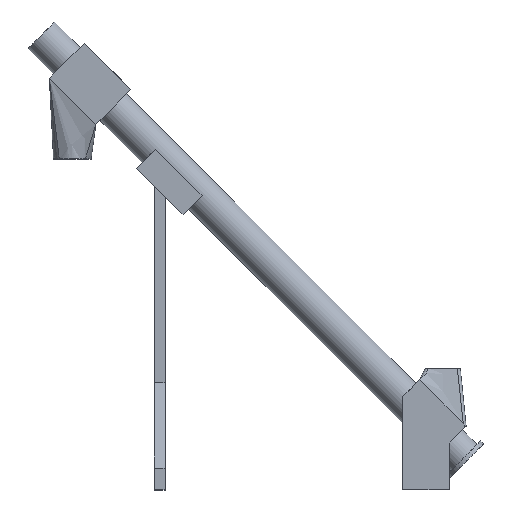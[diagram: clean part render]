
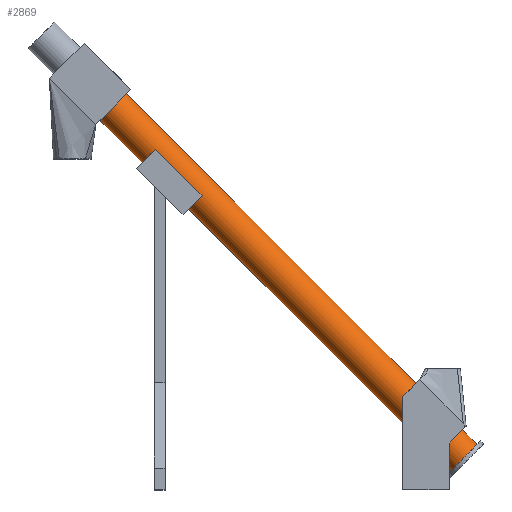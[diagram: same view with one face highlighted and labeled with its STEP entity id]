
A CAD part, top view. The second image highlights one B-rep face of the part: STEP entity #2869.
In plain terms, the highlighted cylindrical face has radius 63 mm (diameter 126 mm), a partial arc.
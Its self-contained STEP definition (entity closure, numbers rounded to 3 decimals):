
#22 = VECTOR ( 'NONE', #2664, 1000. ) ;
#63 = CARTESIAN_POINT ( 'NONE',  ( -71.846, 249.609, -27.566 ) ) ;
#72 = CARTESIAN_POINT ( 'NONE',  ( -1325.547, 1414.214, 35.434 ) ) ;
#148 = EDGE_CURVE ( 'NONE', #1523, #2526, #6111, .T. ) ;
#157 = VERTEX_POINT ( 'NONE', #1482 ) ;
#204 = AXIS2_PLACEMENT_3D ( 'NONE', #2571, #300, #5221 ) ;
#207 = VECTOR ( 'NONE', #3398, 1000. ) ;
#210 = LINE ( 'NONE', #677, #2419 ) ;
#231 = ORIENTED_EDGE ( 'NONE', *, *, #3500, .T. ) ;
#300 = DIRECTION ( 'NONE',  ( 0.707, -0.707, 0. ) ) ;
#426 = ORIENTED_EDGE ( 'NONE', *, *, #2820, .F. ) ;
#469 = LINE ( 'NONE', #1684, #22 ) ;
#566 = DIRECTION ( 'NONE',  ( 0.707, -0.707, 0. ) ) ;
#573 = VECTOR ( 'NONE', #1906, 1000. ) ;
#581 = AXIS2_PLACEMENT_3D ( 'NONE', #3241, #2661, #4877 ) ;
#677 = CARTESIAN_POINT ( 'NONE',  ( -1370.094, 1369.666, -27.566 ) ) ;
#693 = ORIENTED_EDGE ( 'NONE', *, *, #7149, .T. ) ;
#724 = DIRECTION ( 'NONE',  ( -0.707, -0.707, 0. ) ) ;
#827 = CARTESIAN_POINT ( 'NONE',  ( -1280.999, 1458.761, -27.566 ) ) ;
#830 = VECTOR ( 'NONE', #2897, 1000. ) ;
#852 = CARTESIAN_POINT ( 'NONE',  ( 83.717, 94.045, -27.566 ) ) ;
#980 = DIRECTION ( 'NONE',  ( -0.707, 0.707, 0. ) ) ;
#1098 = DIRECTION ( 'NONE',  ( -0.707, -0.707, 0. ) ) ;
#1125 = EDGE_CURVE ( 'NONE', #157, #1177, #7122, .T. ) ;
#1177 = VERTEX_POINT ( 'NONE', #4343 ) ;
#1356 = VERTEX_POINT ( 'NONE', #2458 ) ;
#1464 = ORIENTED_EDGE ( 'NONE', *, *, #2130, .F. ) ;
#1482 = CARTESIAN_POINT ( 'NONE',  ( -788.146, 876.812, 35.434 ) ) ;
#1523 = VERTEX_POINT ( 'NONE', #7083 ) ;
#1556 = DIRECTION ( 'NONE',  ( 0.707, 0.707, 0. ) ) ;
#1684 = CARTESIAN_POINT ( 'NONE',  ( -1280.999, 1458.761, -27.566 ) ) ;
#1734 = EDGE_CURVE ( 'NONE', #6622, #3924, #4720, .T. ) ;
#1864 = ORIENTED_EDGE ( 'NONE', *, *, #2393, .T. ) ;
#1906 = DIRECTION ( 'NONE',  ( 0.707, -0.707, 0. ) ) ;
#1989 = DIRECTION ( 'NONE',  ( -0.707, -0.707, 0. ) ) ;
#2119 = DIRECTION ( 'NONE',  ( -0.707, 0.707, 0. ) ) ;
#2130 = EDGE_CURVE ( 'NONE', #1356, #157, #4485, .T. ) ;
#2167 = AXIS2_PLACEMENT_3D ( 'NONE', #6568, #980, #1556 ) ;
#2393 = EDGE_CURVE ( 'NONE', #4845, #3807, #210, .T. ) ;
#2419 = VECTOR ( 'NONE', #2882, 1000. ) ;
#2458 = CARTESIAN_POINT ( 'NONE',  ( -832.693, 832.265, -27.566 ) ) ;
#2526 = VERTEX_POINT ( 'NONE', #3938 ) ;
#2571 = CARTESIAN_POINT ( 'NONE',  ( 88.667, 0., -27.566 ) ) ;
#2630 = AXIS2_PLACEMENT_3D ( 'NONE', #6758, #3335, #1098 ) ;
#2635 = DIRECTION ( 'NONE',  ( 0.707, -0.707, 0. ) ) ;
#2661 = DIRECTION ( 'NONE',  ( 0.707, -0.707, 0. ) ) ;
#2664 = DIRECTION ( 'NONE',  ( 0.707, -0.707, 0. ) ) ;
#2698 = CYLINDRICAL_SURFACE ( 'NONE', #6252, 63. ) ;
#2772 = LINE ( 'NONE', #72, #5918 ) ;
#2790 = CARTESIAN_POINT ( 'NONE',  ( -1325.547, 1414.214, 35.434 ) ) ;
#2820 = EDGE_CURVE ( 'NONE', #1177, #3807, #3809, .T. ) ;
#2869 = ADVANCED_FACE ( 'NONE', ( #5462 ), #2698, .T. ) ;
#2877 = ORIENTED_EDGE ( 'NONE', *, *, #4178, .F. ) ;
#2882 = DIRECTION ( 'NONE',  ( 0.707, -0.707, 0. ) ) ;
#2897 = DIRECTION ( 'NONE',  ( 0.707, -0.707, 0. ) ) ;
#2952 = CARTESIAN_POINT ( 'NONE',  ( 39.169, 49.497, 35.434 ) ) ;
#3238 = AXIS2_PLACEMENT_3D ( 'NONE', #3470, #4052, #724 ) ;
#3241 = CARTESIAN_POINT ( 'NONE',  ( -943.709, 1032.376, -27.566 ) ) ;
#3310 = CARTESIAN_POINT ( 'NONE',  ( -1325.547, 1414.214, -27.566 ) ) ;
#3334 = ORIENTED_EDGE ( 'NONE', *, *, #3943, .F. ) ;
#3335 = DIRECTION ( 'NONE',  ( 0.707, -0.707, 0. ) ) ;
#3398 = DIRECTION ( 'NONE',  ( -0.707, 0.707, 0. ) ) ;
#3415 = EDGE_CURVE ( 'NONE', #4662, #3781, #4865, .T. ) ;
#3421 = EDGE_LOOP ( 'NONE', ( #231, #1864, #426, #6149, #1464, #693, #6635, #2877, #5679, #5008, #4072, #3334 ) ) ;
#3470 = CARTESIAN_POINT ( 'NONE',  ( 39.169, 49.497, -27.566 ) ) ;
#3483 = CARTESIAN_POINT ( 'NONE',  ( -1129.678, 1129.25, -27.566 ) ) ;
#3500 = EDGE_CURVE ( 'NONE', #6766, #4845, #6838, .T. ) ;
#3706 = AXIS2_PLACEMENT_3D ( 'NONE', #6421, #2635, #1989 ) ;
#3781 = VERTEX_POINT ( 'NONE', #2952 ) ;
#3807 = VERTEX_POINT ( 'NONE', #5170 ) ;
#3809 = CIRCLE ( 'NONE', #581, 63. ) ;
#3924 = VERTEX_POINT ( 'NONE', #6745 ) ;
#3938 = CARTESIAN_POINT ( 'NONE',  ( 44.119, -44.548, -27.566 ) ) ;
#3943 = EDGE_CURVE ( 'NONE', #6766, #6622, #5797, .T. ) ;
#3986 = CARTESIAN_POINT ( 'NONE',  ( -1370.094, 1369.666, -27.566 ) ) ;
#4052 = DIRECTION ( 'NONE',  ( 0.707, -0.707, 0. ) ) ;
#4072 = ORIENTED_EDGE ( 'NONE', *, *, #1734, .F. ) ;
#4178 = EDGE_CURVE ( 'NONE', #4662, #1523, #469, .T. ) ;
#4343 = CARTESIAN_POINT ( 'NONE',  ( -943.709, 1032.376, 35.434 ) ) ;
#4485 = CIRCLE ( 'NONE', #2167, 63. ) ;
#4662 = VERTEX_POINT ( 'NONE', #852 ) ;
#4720 = CIRCLE ( 'NONE', #2630, 63. ) ;
#4758 = CARTESIAN_POINT ( 'NONE',  ( -1040.583, 1218.345, -27.566 ) ) ;
#4840 = DIRECTION ( 'NONE',  ( 0.707, 0.707, 0. ) ) ;
#4845 = VERTEX_POINT ( 'NONE', #3483 ) ;
#4865 = CIRCLE ( 'NONE', #3238, 63. ) ;
#4877 = DIRECTION ( 'NONE',  ( -0.707, -0.707, 0. ) ) ;
#5008 = ORIENTED_EDGE ( 'NONE', *, *, #5678, .T. ) ;
#5170 = CARTESIAN_POINT ( 'NONE',  ( -988.257, 987.828, -27.566 ) ) ;
#5221 = DIRECTION ( 'NONE',  ( 0.707, 0.707, 0. ) ) ;
#5462 = FACE_OUTER_BOUND ( 'NONE', #3421, .T. ) ;
#5678 = EDGE_CURVE ( 'NONE', #3781, #3924, #2772, .T. ) ;
#5679 = ORIENTED_EDGE ( 'NONE', *, *, #3415, .T. ) ;
#5797 = LINE ( 'NONE', #827, #573 ) ;
#5918 = VECTOR ( 'NONE', #2119, 1000. ) ;
#6111 = CIRCLE ( 'NONE', #204, 63. ) ;
#6149 = ORIENTED_EDGE ( 'NONE', *, *, #1125, .F. ) ;
#6252 = AXIS2_PLACEMENT_3D ( 'NONE', #3310, #566, #4840 ) ;
#6421 = CARTESIAN_POINT ( 'NONE',  ( -1085.13, 1173.797, -27.566 ) ) ;
#6568 = CARTESIAN_POINT ( 'NONE',  ( -788.146, 876.812, -27.566 ) ) ;
#6622 = VERTEX_POINT ( 'NONE', #63 ) ;
#6635 = ORIENTED_EDGE ( 'NONE', *, *, #148, .F. ) ;
#6745 = CARTESIAN_POINT ( 'NONE',  ( -116.394, 205.061, 35.434 ) ) ;
#6754 = LINE ( 'NONE', #3986, #830 ) ;
#6758 = CARTESIAN_POINT ( 'NONE',  ( -116.394, 205.061, -27.566 ) ) ;
#6766 = VERTEX_POINT ( 'NONE', #4758 ) ;
#6838 = CIRCLE ( 'NONE', #3706, 63. ) ;
#7083 = CARTESIAN_POINT ( 'NONE',  ( 133.215, 44.548, -27.566 ) ) ;
#7122 = LINE ( 'NONE', #2790, #207 ) ;
#7149 = EDGE_CURVE ( 'NONE', #1356, #2526, #6754, .T. ) ;
